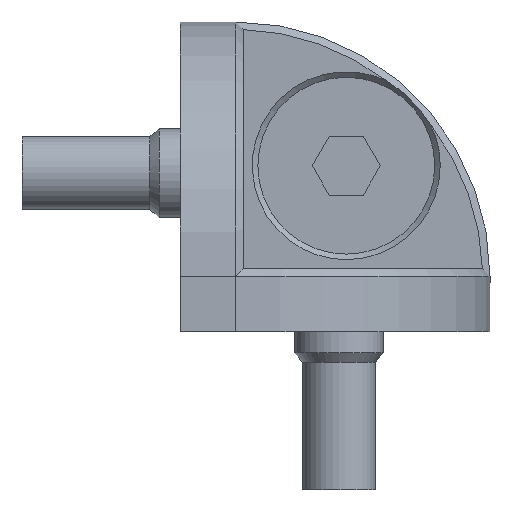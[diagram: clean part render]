
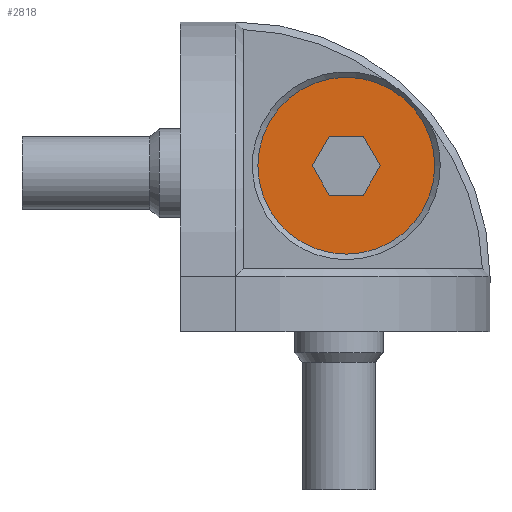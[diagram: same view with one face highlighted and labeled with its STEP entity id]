
A CAD part, left-side view. The second image highlights one B-rep face of the part: STEP entity #2818.
In plain terms, the highlighted face is planar.
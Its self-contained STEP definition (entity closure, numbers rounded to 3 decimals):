
#1263=CIRCLE('',#2714,12.);
#1452=ORIENTED_EDGE('',*,*,#1809,.T.);
#1453=ORIENTED_EDGE('',*,*,#1810,.F.);
#1454=ORIENTED_EDGE('',*,*,#1811,.F.);
#1455=ORIENTED_EDGE('',*,*,#1812,.F.);
#1456=ORIENTED_EDGE('',*,*,#1813,.F.);
#1457=ORIENTED_EDGE('',*,*,#1814,.F.);
#1458=ORIENTED_EDGE('',*,*,#1815,.F.);
#1544=VECTOR('',#2258,1.);
#1545=VECTOR('',#2259,1.);
#1546=VECTOR('',#2260,1.);
#1547=VECTOR('',#2261,1.);
#1548=VECTOR('',#2262,1.);
#1549=VECTOR('',#2263,1.);
#1616=LINE('',#2580,#1544);
#1617=LINE('',#2582,#1545);
#1618=LINE('',#2584,#1546);
#1619=LINE('',#2586,#1547);
#1620=LINE('',#2588,#1548);
#1621=LINE('',#2589,#1549);
#1702=VERTEX_POINT('',#2575);
#1703=VERTEX_POINT('',#2578);
#1704=VERTEX_POINT('',#2579);
#1705=VERTEX_POINT('',#2581);
#1706=VERTEX_POINT('',#2583);
#1707=VERTEX_POINT('',#2585);
#1708=VERTEX_POINT('',#2587);
#1809=EDGE_CURVE('',#1702,#1702,#1263,.T.);
#1810=EDGE_CURVE('',#1703,#1704,#1616,.T.);
#1811=EDGE_CURVE('',#1705,#1703,#1617,.T.);
#1812=EDGE_CURVE('',#1706,#1705,#1618,.T.);
#1813=EDGE_CURVE('',#1707,#1706,#1619,.T.);
#1814=EDGE_CURVE('',#1708,#1707,#1620,.T.);
#1815=EDGE_CURVE('',#1704,#1708,#1621,.T.);
#1910=EDGE_LOOP('',(#1452));
#1911=EDGE_LOOP('',(#1453,#1454,#1455,#1456,#1457,#1458));
#2002=FACE_BOUND('',#1910,.T.);
#2003=FACE_BOUND('',#1911,.T.);
#2254=DIRECTION('',(0.,0.,1.));
#2255=DIRECTION('',(12.,0.,0.));
#2256=DIRECTION('',(0.,0.,1.));
#2257=DIRECTION('',(0.,-1.,0.));
#2258=DIRECTION('',(4.619,0.,0.));
#2259=DIRECTION('',(2.309,-4.,0.));
#2260=DIRECTION('',(-2.309,-4.,0.));
#2261=DIRECTION('',(-4.619,0.,0.));
#2262=DIRECTION('',(-2.309,4.,0.));
#2263=DIRECTION('',(2.309,4.,0.));
#2575=CARTESIAN_POINT('',(12.,0.,7.44));
#2576=CARTESIAN_POINT('',(0.,0.,7.44));
#2577=CARTESIAN_POINT('',(12.,0.,7.44));
#2578=CARTESIAN_POINT('',(-2.309,-4.,7.44));
#2579=CARTESIAN_POINT('',(2.309,-4.,7.44));
#2580=CARTESIAN_POINT('',(-2.309,-4.,7.44));
#2581=CARTESIAN_POINT('',(-4.619,0.,7.44));
#2582=CARTESIAN_POINT('',(-4.619,0.,7.44));
#2583=CARTESIAN_POINT('',(-2.309,4.,7.44));
#2584=CARTESIAN_POINT('',(-2.309,4.,7.44));
#2585=CARTESIAN_POINT('',(2.309,4.,7.44));
#2586=CARTESIAN_POINT('',(2.309,4.,7.44));
#2587=CARTESIAN_POINT('',(4.619,0.,7.44));
#2588=CARTESIAN_POINT('',(4.619,0.,7.44));
#2589=CARTESIAN_POINT('',(2.309,-4.,7.44));
#2714=AXIS2_PLACEMENT_3D('',#2576,#2254,#2255);
#2715=AXIS2_PLACEMENT_3D('',#2577,#2256,#2257);
#2755=PLANE('',#2715);
#2818=ADVANCED_FACE('',(#2002,#2003),#2755,.T.);
